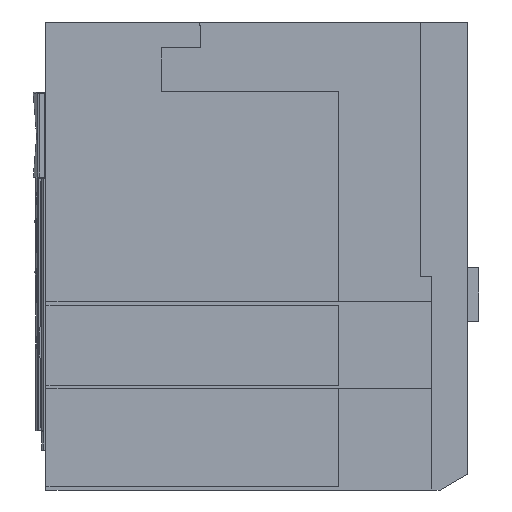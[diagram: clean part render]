
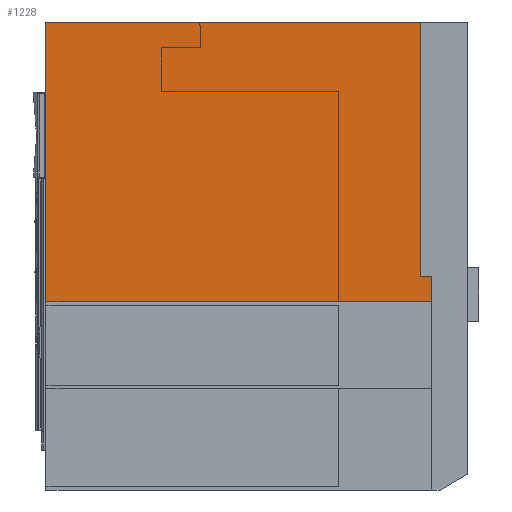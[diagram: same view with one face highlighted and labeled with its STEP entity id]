
A CAD part, left-side view. The second image highlights one B-rep face of the part: STEP entity #1228.
In plain terms, the highlighted planar face has unit normal (-1, 0, 0).
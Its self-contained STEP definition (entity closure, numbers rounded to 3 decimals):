
#1185=AXIS2_PLACEMENT_3D('Plane Axis2P3D',#1182,#1183,#1184) ;
#848=CARTESIAN_POINT('Vertex',(-341.,0.,425.)) ;
#853=CARTESIAN_POINT('Line Origine',(-341.,-170.,425.)) ;
#857=CARTESIAN_POINT('Vertex',(-341.,-340.,425.)) ;
#1182=CARTESIAN_POINT('Axis2P3D Location',(-341.,0.,0.)) ;
#1187=CARTESIAN_POINT('Line Origine',(-341.,-345.,194.)) ;
#1191=CARTESIAN_POINT('Vertex',(-341.,-340.,194.)) ;
#1193=CARTESIAN_POINT('Vertex',(-341.,-350.,194.)) ;
#1196=CARTESIAN_POINT('Line Origine',(-341.,-340.,309.5)) ;
#1201=CARTESIAN_POINT('Line Origine',(-341.,0.,298.)) ;
#1205=CARTESIAN_POINT('Vertex',(-341.,0.,171.)) ;
#1208=CARTESIAN_POINT('Line Origine',(-341.,-175.,171.)) ;
#1212=CARTESIAN_POINT('Vertex',(-341.,-350.,171.)) ;
#1215=CARTESIAN_POINT('Line Origine',(-341.,-350.,182.5)) ;
#854=DIRECTION('Vector Direction',(0.,-1.,0.)) ;
#1183=DIRECTION('Axis2P3D Direction',(1.,0.,-0.)) ;
#1184=DIRECTION('Axis2P3D XDirection',(0.,0.,1.)) ;
#1188=DIRECTION('Vector Direction',(0.,-1.,0.)) ;
#1197=DIRECTION('Vector Direction',(0.,0.,1.)) ;
#1202=DIRECTION('Vector Direction',(0.,0.,1.)) ;
#1209=DIRECTION('Vector Direction',(0.,-1.,0.)) ;
#1216=DIRECTION('Vector Direction',(0.,0.,1.)) ;
#855=VECTOR('Line Direction',#854,1.) ;
#1189=VECTOR('Line Direction',#1188,1.) ;
#1198=VECTOR('Line Direction',#1197,1.) ;
#1203=VECTOR('Line Direction',#1202,1.) ;
#1210=VECTOR('Line Direction',#1209,1.) ;
#1217=VECTOR('Line Direction',#1216,1.) ;
#1221=ORIENTED_EDGE('',*,*,#1195,.F.) ;
#1222=ORIENTED_EDGE('',*,*,#1200,.T.) ;
#1223=ORIENTED_EDGE('',*,*,#859,.F.) ;
#1224=ORIENTED_EDGE('',*,*,#1207,.F.) ;
#1225=ORIENTED_EDGE('',*,*,#1214,.T.) ;
#1226=ORIENTED_EDGE('',*,*,#1219,.F.) ;
#1228=ADVANCED_FACE('RX0153104_1PA_001_00_SIMUL_PF_N3_III.1\\PartBody',(#1227),#1186,.F.) ;
#859=EDGE_CURVE('',#849,#858,#856,.T.) ;
#1195=EDGE_CURVE('',#1192,#1194,#1190,.T.) ;
#1200=EDGE_CURVE('',#1192,#858,#1199,.T.) ;
#1207=EDGE_CURVE('',#1206,#849,#1204,.T.) ;
#1214=EDGE_CURVE('',#1206,#1213,#1211,.T.) ;
#1219=EDGE_CURVE('',#1194,#1213,#1218,.F.) ;
#1220=EDGE_LOOP('',(#1221,#1222,#1223,#1224,#1225,#1226)) ;
#1227=FACE_OUTER_BOUND('',#1220,.T.) ;
#856=LINE('Line',#853,#855) ;
#1190=LINE('Line',#1187,#1189) ;
#1199=LINE('Line',#1196,#1198) ;
#1204=LINE('Line',#1201,#1203) ;
#1211=LINE('Line',#1208,#1210) ;
#1218=LINE('Line',#1215,#1217) ;
#1186=PLANE('',#1185) ;
#849=VERTEX_POINT('',#848) ;
#858=VERTEX_POINT('',#857) ;
#1192=VERTEX_POINT('',#1191) ;
#1194=VERTEX_POINT('',#1193) ;
#1206=VERTEX_POINT('',#1205) ;
#1213=VERTEX_POINT('',#1212) ;
